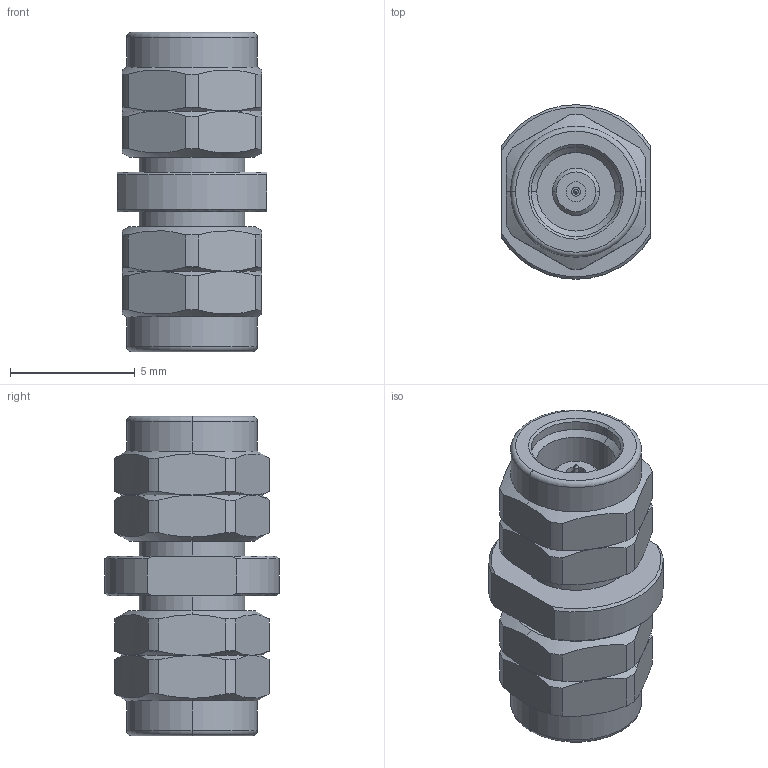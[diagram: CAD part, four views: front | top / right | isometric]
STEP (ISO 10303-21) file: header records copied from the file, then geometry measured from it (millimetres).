
FILE_DESCRIPTION (( 'STEP AP214' ), '1' );
FILE_NAME ('CT-08M08M-LN1.STEP', '2024-11-19T19:17:24', ( '' ), ( '' ), 'SwSTEP 2.0', 'SolidWorks 2021', '' );
FILE_SCHEMA (( 'AUTOMOTIVE_DESIGN' ));
Length unit declared in the file: millimetre
Products named in the file (1): CT-08M08M-LN1
Bounding box: 6 x 7 x 12.8 mm (x, y, z)
Volume: 285.8 mm3; surface area: 425.5 mm2
Topology: 1 solids, 1 shells, 164 faces, 380 edges, 232 vertices
Faces by surface type: cone 60, cylinder 58, plane 42, torus 4
Entity records: 5486 total; most frequent: CARTESIAN_POINT 1791, DIRECTION 776, ORIENTED_EDGE 760, EDGE_CURVE 380, AXIS2_PLACEMENT_3D 331, VERTEX_POINT 232, EDGE_LOOP 178, CIRCLE 166
